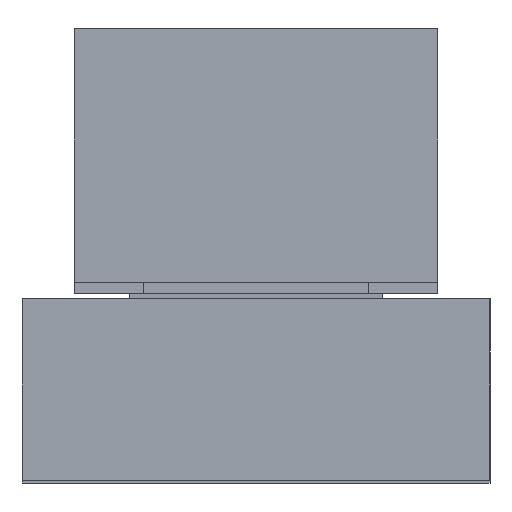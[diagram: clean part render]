
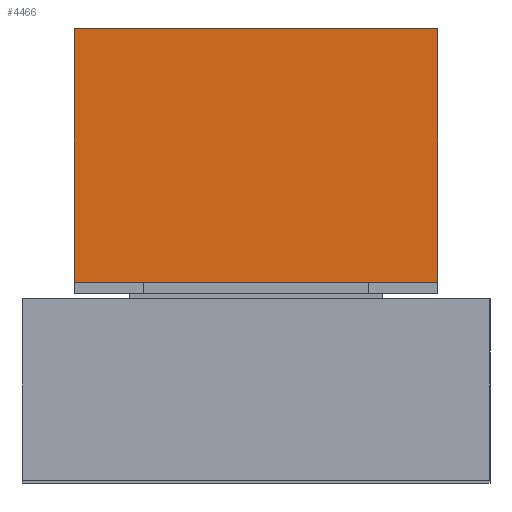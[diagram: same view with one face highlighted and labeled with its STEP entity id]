
A CAD part, left-side view. The second image highlights one B-rep face of the part: STEP entity #4466.
In plain terms, the highlighted planar face has unit normal (-1, 0, 0).
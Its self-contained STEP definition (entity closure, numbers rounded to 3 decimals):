
#4391=CARTESIAN_POINT('Vertex',(106.944,146.,165.)) ;
#4394=CARTESIAN_POINT('Line Origine',(106.944,80.,165.)) ;
#4398=CARTESIAN_POINT('Vertex',(106.944,14.,165.)) ;
#4436=CARTESIAN_POINT('Axis2P3D Location',(106.944,14.,73.)) ;
#4441=CARTESIAN_POINT('Line Origine',(106.944,14.,119.)) ;
#4445=CARTESIAN_POINT('Vertex',(106.944,14.,73.)) ;
#4448=CARTESIAN_POINT('Line Origine',(106.944,146.,119.)) ;
#4452=CARTESIAN_POINT('Vertex',(106.944,146.,73.)) ;
#4455=CARTESIAN_POINT('Line Origine',(106.944,80.,73.)) ;
#4395=DIRECTION('Vector Direction',(0.,-1.,0.)) ;
#4437=DIRECTION('Axis2P3D Direction',(1.,0.,0.)) ;
#4438=DIRECTION('Axis2P3D XDirection',(0.,1.,0.)) ;
#4442=DIRECTION('Vector Direction',(0.,0.,-1.)) ;
#4449=DIRECTION('Vector Direction',(0.,0.,1.)) ;
#4456=DIRECTION('Vector Direction',(0.,1.,0.)) ;
#4439=AXIS2_PLACEMENT_3D('Plane Axis2P3D',#4436,#4437,#4438) ;
#4461=ORIENTED_EDGE('',*,*,#4447,.F.) ;
#4462=ORIENTED_EDGE('',*,*,#4400,.F.) ;
#4463=ORIENTED_EDGE('',*,*,#4454,.F.) ;
#4464=ORIENTED_EDGE('',*,*,#4459,.F.) ;
#4396=VECTOR('Line Direction',#4395,1.) ;
#4443=VECTOR('Line Direction',#4442,1.) ;
#4450=VECTOR('Line Direction',#4449,1.) ;
#4457=VECTOR('Line Direction',#4456,1.) ;
#4466=ADVANCED_FACE('CU_CRCS-15000_1.1\\PartBody',(#4465),#4440,.F.) ;
#4400=EDGE_CURVE('',#4392,#4399,#4397,.T.) ;
#4447=EDGE_CURVE('',#4399,#4446,#4444,.T.) ;
#4454=EDGE_CURVE('',#4453,#4392,#4451,.T.) ;
#4459=EDGE_CURVE('',#4446,#4453,#4458,.T.) ;
#4460=EDGE_LOOP('',(#4461,#4462,#4463,#4464)) ;
#4465=FACE_OUTER_BOUND('',#4460,.T.) ;
#4397=LINE('Line',#4394,#4396) ;
#4444=LINE('Line',#4441,#4443) ;
#4451=LINE('Line',#4448,#4450) ;
#4458=LINE('Line',#4455,#4457) ;
#4440=PLANE('Plane',#4439) ;
#4392=VERTEX_POINT('',#4391) ;
#4399=VERTEX_POINT('',#4398) ;
#4446=VERTEX_POINT('',#4445) ;
#4453=VERTEX_POINT('',#4452) ;
